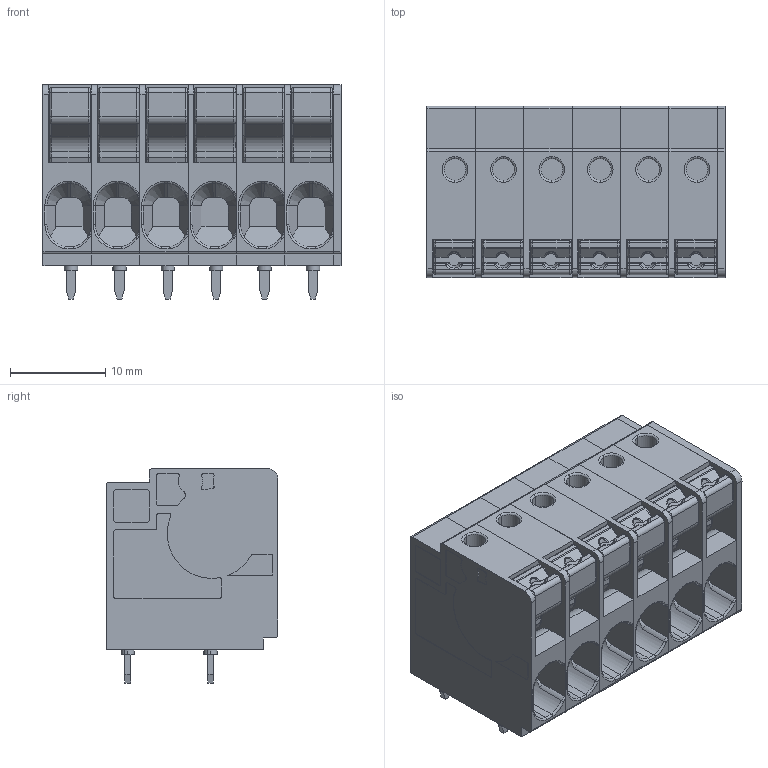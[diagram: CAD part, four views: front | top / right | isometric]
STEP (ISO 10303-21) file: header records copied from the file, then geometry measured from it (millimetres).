
FILE_DESCRIPTION(('Creo Elements/Direct Modeling STEP Export'),'2;1');
FILE_NAME('model.stp','2018-03-08T11:52:47',(''),(''),'Creo Elements/Direct Modeling STEP processor for AP214 (Solid Model)','Creo Elements/Direct Modeling 18.1I 14-Aug-2016 (C) Parametric Technology GmbH','');
FILE_SCHEMA(('AUTOMOTIVE_DESIGN { 1 0 10303 214 1 1 1 1 }'));
Length unit declared in the file: millimetre
Products named in the file (10): DK_TDPT_2_5_SP; PK_TDPT_2_5_SP_ENDGEH; LP_TDPT_2_5_SP_DRST_hinten; AC_TDPT_2_5_SP_pusher.1; LP_TDPT_2_5_SP_DRST_vorne.1; Bohrloch.2; TDPT_2.5-SP-5.08_GEH1; PK_TDPT_2_5_SP_GEH; TDPT_2.5-SP-5.08_GEH2; TDPT_2.5_6_SP_5.08
Assembly tree (19 placements, depth 3):
  TDPT_2.5_6_SP_5.08
    TDPT_2.5-SP-5.08_GEH2  x5
      Bohrloch.2
      LP_TDPT_2_5_SP_DRST_vorne.1
      LP_TDPT_2_5_SP_DRST_hinten
      AC_TDPT_2_5_SP_pusher.1
      PK_TDPT_2_5_SP_GEH
    TDPT_2.5-SP-5.08_GEH1
      Bohrloch.2  x2
      LP_TDPT_2_5_SP_DRST_vorne.1
      AC_TDPT_2_5_SP_pusher.1
      LP_TDPT_2_5_SP_DRST_hinten
      PK_TDPT_2_5_SP_ENDGEH
    DK_TDPT_2_5_SP
Bounding box: 31.28 x 18 x 22.5 mm (x, y, z)
Volume: 8094.5 mm3; surface area: 11830 mm2
Topology: 37 solids, 37 shells, 2919 faces, 7807 edges, 5088 vertices
Faces by surface type: plane 1411, cylinder 774, torus 570, bspline 54, sphere 48, extrusion 38, cone 24
Entity records: 60761 total; most frequent: CARTESIAN_POINT 12612, ORIENTED_EDGE 8000, DIRECTION 6990, EDGE_CURVE 4000, VECTOR 2884, LINE 2850, VERTEX_POINT 2656, AXIS2_PLACEMENT_3D 2053
